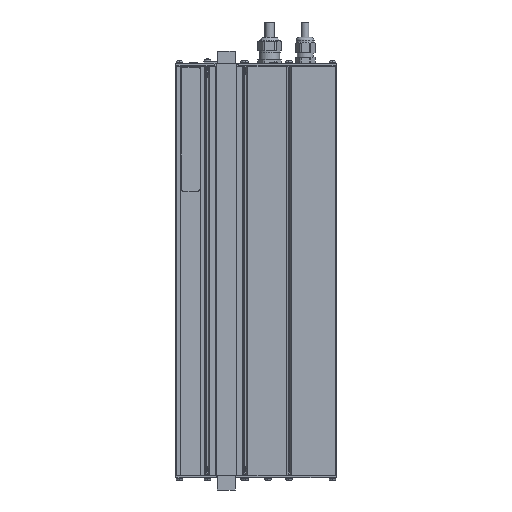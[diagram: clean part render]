
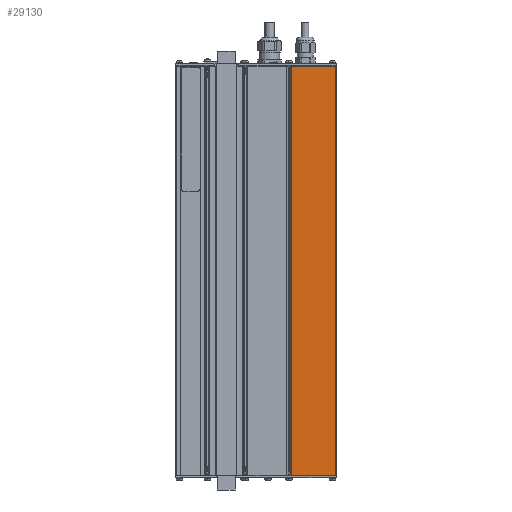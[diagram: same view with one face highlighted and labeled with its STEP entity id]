
A CAD part, front view. The second image highlights one B-rep face of the part: STEP entity #29130.
In plain terms, the highlighted planar face has unit normal (0, -1, 0).
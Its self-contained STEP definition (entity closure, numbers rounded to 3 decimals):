
#1201 = VERTEX_POINT ( 'NONE', #19810 ) ;
#2402 = DIRECTION ( 'NONE',  ( 1., 0., 0. ) ) ;
#2923 = VECTOR ( 'NONE', #2402, 1000. ) ;
#3053 = CARTESIAN_POINT ( 'NONE',  ( -67.5, -26.5, 172.5 ) ) ;
#3413 = DIRECTION ( 'NONE',  ( 1., 0., 0. ) ) ;
#4536 = VECTOR ( 'NONE', #21281, 1000. ) ;
#6623 = CARTESIAN_POINT ( 'NONE',  ( 61.5, -26.5, -172.5 ) ) ;
#7118 = EDGE_CURVE ( 'NONE', #1201, #14206, #75693, .T. ) ;
#8342 = DIRECTION ( 'NONE',  ( 0., 0., -1. ) ) ;
#8692 = DIRECTION ( 'NONE',  ( 0., 1., 0. ) ) ;
#9052 = DIRECTION ( 'NONE',  ( 1., 0., 0. ) ) ;
#11697 = CARTESIAN_POINT ( 'NONE',  ( -67.5, -26.5, -172.5 ) ) ;
#12412 = VECTOR ( 'NONE', #42343, 1000. ) ;
#13541 = ORIENTED_EDGE ( 'NONE', *, *, #43172, .F. ) ;
#13956 = VECTOR ( 'NONE', #47584, 1000. ) ;
#14206 = VERTEX_POINT ( 'NONE', #73291 ) ;
#15141 = EDGE_CURVE ( 'NONE', #59465, #14206, #52068, .T. ) ;
#18152 = ORIENTED_EDGE ( 'NONE', *, *, #15141, .F. ) ;
#19072 = LINE ( 'NONE', #44020, #50671 ) ;
#19088 = FACE_OUTER_BOUND ( 'NONE', #29787, .T. ) ;
#19810 = CARTESIAN_POINT ( 'NONE',  ( 67.25, -26.5, -172.5 ) ) ;
#21071 = CARTESIAN_POINT ( 'NONE',  ( -67.5, -26.5, -172.5 ) ) ;
#21281 = DIRECTION ( 'NONE',  ( 1., 0., 0. ) ) ;
#22301 = LINE ( 'NONE', #3053, #24184 ) ;
#22669 = EDGE_CURVE ( 'NONE', #43089, #27724, #74905, .T. ) ;
#22825 = CARTESIAN_POINT ( 'NONE',  ( 30.75, -26.5, 172.5 ) ) ;
#24184 = VECTOR ( 'NONE', #9052, 1000. ) ;
#25002 = VECTOR ( 'NONE', #3413, 1000. ) ;
#27724 = VERTEX_POINT ( 'NONE', #67294 ) ;
#29130 = ADVANCED_FACE ( 'NONE', ( #19088 ), #32134, .F. ) ;
#29364 = VECTOR ( 'NONE', #49930, 1000. ) ;
#29787 = EDGE_LOOP ( 'NONE', ( #13541, #50223, #72844, #59388, #34063, #48382, #18152, #39489 ) ) ;
#29829 = LINE ( 'NONE', #11697, #13956 ) ;
#30391 = CARTESIAN_POINT ( 'NONE',  ( 67.25, -26.5, 172.5 ) ) ;
#31761 = EDGE_CURVE ( 'NONE', #57186, #59465, #56633, .T. ) ;
#32134 = PLANE ( 'NONE',  #54823 ) ;
#33228 = VERTEX_POINT ( 'NONE', #6623 ) ;
#34063 = ORIENTED_EDGE ( 'NONE', *, *, #61481, .T. ) ;
#39489 = ORIENTED_EDGE ( 'NONE', *, *, #31761, .F. ) ;
#40598 = VERTEX_POINT ( 'NONE', #49764 ) ;
#42343 = DIRECTION ( 'NONE',  ( 0., 0., 1. ) ) ;
#43089 = VERTEX_POINT ( 'NONE', #55687 ) ;
#43172 = EDGE_CURVE ( 'NONE', #40598, #57186, #22301, .T. ) ;
#44020 = CARTESIAN_POINT ( 'NONE',  ( 29.771, -26.5, 172.5 ) ) ;
#44115 = CARTESIAN_POINT ( 'NONE',  ( 29.25, -26.5, -172.5 ) ) ;
#44384 = CARTESIAN_POINT ( 'NONE',  ( -67.5, -26.5, 172.5 ) ) ;
#45118 = CARTESIAN_POINT ( 'NONE',  ( 29.25, -26.5, 172.5 ) ) ;
#47584 = DIRECTION ( 'NONE',  ( 1., 0., 0. ) ) ;
#48382 = ORIENTED_EDGE ( 'NONE', *, *, #7118, .T. ) ;
#49280 = CARTESIAN_POINT ( 'NONE',  ( 61.5, -26.5, 172.5 ) ) ;
#49764 = CARTESIAN_POINT ( 'NONE',  ( 29.771, -26.5, 172.5 ) ) ;
#49930 = DIRECTION ( 'NONE',  ( 1., 0., 0. ) ) ;
#50223 = ORIENTED_EDGE ( 'NONE', *, *, #53577, .T. ) ;
#50361 = DIRECTION ( 'NONE',  ( -1., 0., 0. ) ) ;
#50667 = CARTESIAN_POINT ( 'NONE',  ( -67.5, -26.5, 172.5 ) ) ;
#50671 = VECTOR ( 'NONE', #8342, 1000. ) ;
#52068 = LINE ( 'NONE', #50667, #4536 ) ;
#53577 = EDGE_CURVE ( 'NONE', #40598, #43089, #19072, .T. ) ;
#54823 = AXIS2_PLACEMENT_3D ( 'NONE', #44384, #8692, #50361 ) ;
#55687 = CARTESIAN_POINT ( 'NONE',  ( 29.771, -26.5, -172.5 ) ) ;
#55820 = EDGE_CURVE ( 'NONE', #27724, #33228, #64470, .T. ) ;
#56633 = LINE ( 'NONE', #45118, #25002 ) ;
#57186 = VERTEX_POINT ( 'NONE', #22825 ) ;
#59388 = ORIENTED_EDGE ( 'NONE', *, *, #55820, .T. ) ;
#59465 = VERTEX_POINT ( 'NONE', #49280 ) ;
#61481 = EDGE_CURVE ( 'NONE', #33228, #1201, #29829, .T. ) ;
#64470 = LINE ( 'NONE', #44115, #2923 ) ;
#67294 = CARTESIAN_POINT ( 'NONE',  ( 30.75, -26.5, -172.5 ) ) ;
#72844 = ORIENTED_EDGE ( 'NONE', *, *, #22669, .T. ) ;
#73291 = CARTESIAN_POINT ( 'NONE',  ( 67.25, -26.5, 172.5 ) ) ;
#74905 = LINE ( 'NONE', #21071, #29364 ) ;
#75693 = LINE ( 'NONE', #30391, #12412 ) ;
